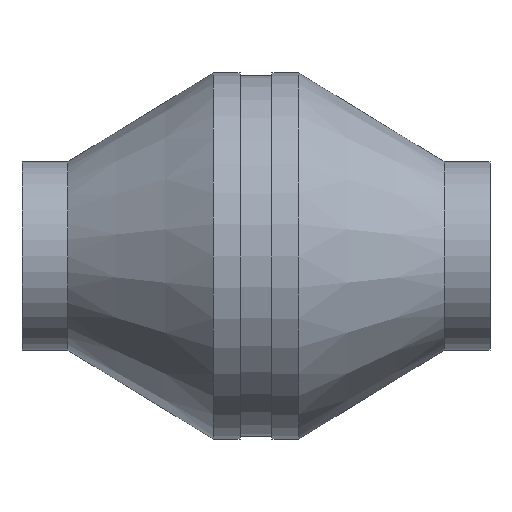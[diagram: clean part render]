
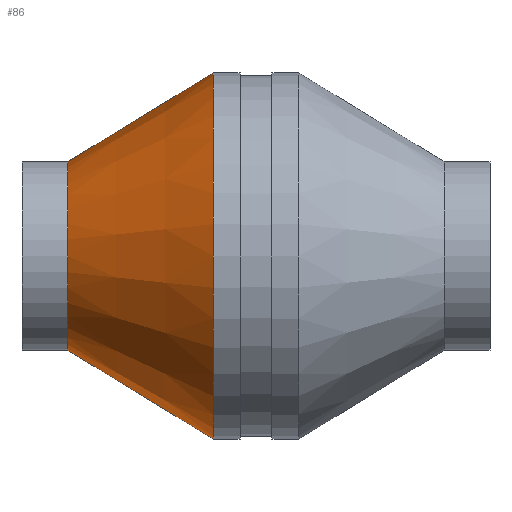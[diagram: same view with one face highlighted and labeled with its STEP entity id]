
A CAD part, left-side view. The second image highlights one B-rep face of the part: STEP entity #86.
In plain terms, the highlighted conical face has half-angle 31.412 degrees and reference radius 160.5 mm.
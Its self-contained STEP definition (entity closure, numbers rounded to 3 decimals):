
#86 = ADVANCED_FACE( '', ( #208, #209 ), #210, .T. );
#208 = FACE_BOUND( '', #383, .T. );
#209 = FACE_OUTER_BOUND( '', #384, .T. );
#210 = CONICAL_SURFACE( '', #385, 160.5, 0.548 );
#383 = EDGE_LOOP( '', ( #586 ) );
#384 = EDGE_LOOP( '', ( #587 ) );
#385 = AXIS2_PLACEMENT_3D( '', #588, #589, #590 );
#586 = ORIENTED_EDGE( '', *, *, #964, .T. );
#587 = ORIENTED_EDGE( '', *, *, #965, .F. );
#588 = CARTESIAN_POINT( '', ( 0., 242.274, 0. ) );
#589 = DIRECTION( '', ( 0., -1., 0. ) );
#590 = DIRECTION( '', ( 0., 0., -1. ) );
#964 = EDGE_CURVE( '', #1148, #1148, #1149, .T. );
#965 = EDGE_CURVE( '', #1150, #1150, #1151, .T. );
#1148 = VERTEX_POINT( '', #1494 );
#1149 = CIRCLE( '', #1495, 82.5 );
#1150 = VERTEX_POINT( '', #1496 );
#1151 = CIRCLE( '', #1497, 160.5 );
#1494 = CARTESIAN_POINT( '', ( 0., 370., -82.5 ) );
#1495 = AXIS2_PLACEMENT_3D( '', #2032, #2033, #2034 );
#1496 = CARTESIAN_POINT( '', ( 0., 242.274, -160.5 ) );
#1497 = AXIS2_PLACEMENT_3D( '', #2035, #2036, #2037 );
#2032 = CARTESIAN_POINT( '', ( 0., 370., 0. ) );
#2033 = DIRECTION( '', ( 0., -1., 0. ) );
#2034 = DIRECTION( '', ( 0., 0., -1. ) );
#2035 = CARTESIAN_POINT( '', ( 0., 242.274, 0. ) );
#2036 = DIRECTION( '', ( 0., -1., 0. ) );
#2037 = DIRECTION( '', ( 0., 0., -1. ) );
